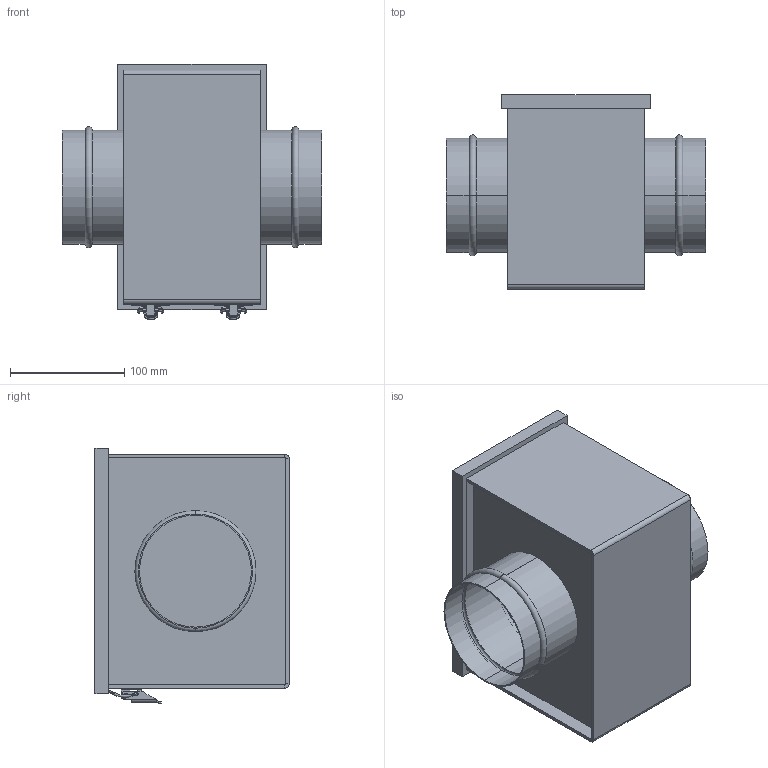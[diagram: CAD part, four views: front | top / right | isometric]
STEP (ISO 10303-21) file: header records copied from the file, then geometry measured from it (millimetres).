
FILE_DESCRIPTION (( 'STEP AP214' ), '1' );
FILE_NAME ('TFE 10-4.step', '2009-08-14T15:27:19', ( 'Wolfgang Schmidt' ), ( 'WS-KO' ), 'SwSTEP 2.0', 'SolidWorks 2008', '' );
FILE_SCHEMA (( 'AUTOMOTIVE_DESIGN' ));
Length unit declared in the file: millimetre
Products named in the file (1): TFE 10-4
Bounding box: 227 x 170 x 223.51 mm (x, y, z)
Volume: 723629.5 mm3; surface area: 546260.1 mm2
Topology: 3 solids, 3 shells, 276 faces, 708 edges, 450 vertices
Faces by surface type: plane 128, cylinder 116, torus 32
Entity records: 8700 total; most frequent: CARTESIAN_POINT 1723, DIRECTION 1518, ORIENTED_EDGE 1416, EDGE_CURVE 708, AXIS2_PLACEMENT_3D 569, VERTEX_POINT 450, VECTOR 380, LINE 380
